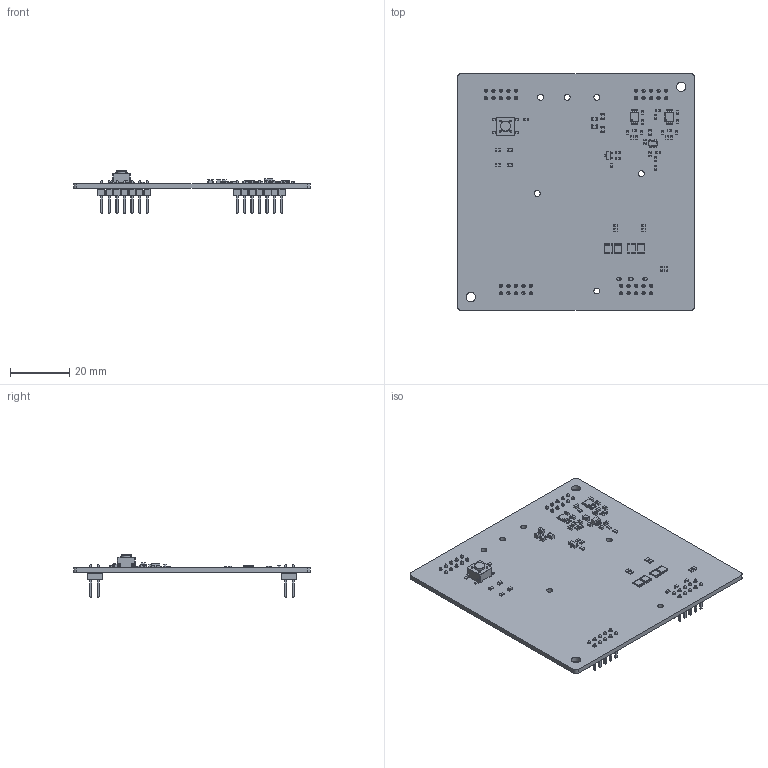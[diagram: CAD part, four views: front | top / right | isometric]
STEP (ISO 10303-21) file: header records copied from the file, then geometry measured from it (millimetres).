
FILE_DESCRIPTION(('KiCad electronic assembly'),'2;1');
FILE_NAME('Interfaceboard.step','2021-04-16T13:56:30',('An Author'),( 'A Company'),'Open CASCADE STEP processor 6.9', 'KiCad to STEP converter','Unknown');
FILE_SCHEMA(('AUTOMOTIVE_DESIGN { 1 0 10303 214 1 1 1 1 }'));
Length unit declared in the file: millimetre
Products named in the file (26): Open CASCADE STEP translator 6.9 1; R_0603_1608Metric; SOLID; LED_0603_1608Metric; D_SOT-23; SOT-23-5; AD8420ARMZ; COMPOUND; R_1210_3225Metric; L_0805_2012Metric; D_SOD-523; C_0603_1608Metric; C_0805_2012Metric; TSW-105-07-T-D; SW_SPST_PTS645
Assembly tree (69 placements, depth 3):
  Open CASCADE STEP translator 6.9 1
    R_0603_1608Metric  x19
      SOLID
    LED_0603_1608Metric  x2
      SOLID
    D_SOT-23
      SOLID
    SOT-23-5
      SOLID
    AD8420ARMZ  x2
      COMPOUND
    R_1210_3225Metric  x4
      SOLID
    L_0805_2012Metric  x2
      SOLID
    D_SOD-523  x3
      SOLID
    C_0603_1608Metric  x14
      SOLID
    C_0805_2012Metric  x3
      SOLID
    TSW-105-07-T-D  x4
      SOLID
    SW_SPST_PTS645
      SOLID
    COMPOUND
Bounding box: 80 x 80 x 14.34 mm (x, y, z)
Volume: 10982.5 mm3; surface area: 15983.5 mm2
Topology: 73 solids, 73 shells, 3355 faces, 8534 edges, 5427 vertices
Faces by surface type: plane 2657, cylinder 607, bspline 86, revolution 4, cone 1
Full cylindrical faces by diameter (mm): 0.375 x2, 0.6 x4, 1.1 x40, 2 x6, 3.2 x2, 3.5 x1
Entity records: 72688 total; most frequent: CARTESIAN_POINT 12286, DIRECTION 10059, LINE 6911, VECTOR 6911, ORIENTED_EDGE 5284, PCURVE 5284, DEFINITIONAL_REPRESENTATION 5284, EDGE_CURVE 2642
